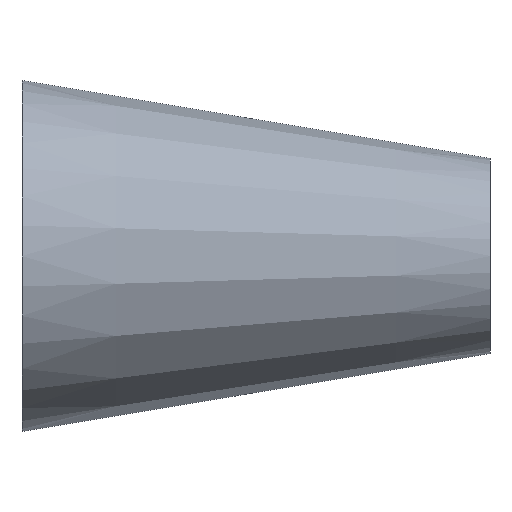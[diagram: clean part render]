
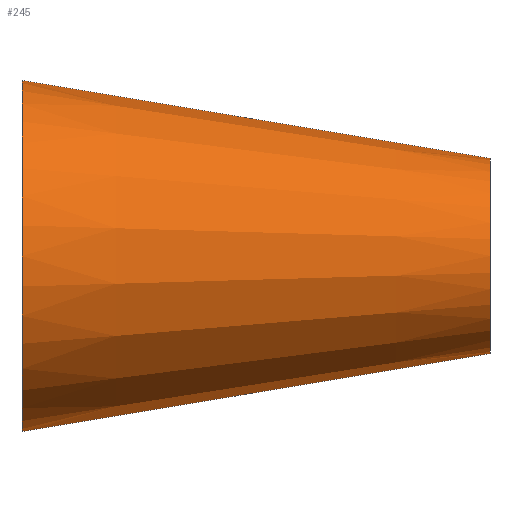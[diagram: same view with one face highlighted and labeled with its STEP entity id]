
A CAD part, front view. The second image highlights one B-rep face of the part: STEP entity #245.
In plain terms, the highlighted conical face has half-angle 9.462 degrees and reference radius 15 mm.
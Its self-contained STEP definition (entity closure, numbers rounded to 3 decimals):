
#10 = VECTOR ( 'NONE', #220, 1000. ) ;
#17 = CIRCLE ( 'NONE', #201, 27. ) ;
#18 = CARTESIAN_POINT ( 'NONE',  ( 72., 0., 0. ) ) ;
#21 = EDGE_LOOP ( 'NONE', ( #48, #194, #211, #108 ) ) ;
#24 = CARTESIAN_POINT ( 'NONE',  ( 0., 0., 27. ) ) ;
#41 = LINE ( 'NONE', #141, #10 ) ;
#48 = ORIENTED_EDGE ( 'NONE', *, *, #125, .F. ) ;
#49 = VERTEX_POINT ( 'NONE', #249 ) ;
#59 = LINE ( 'NONE', #114, #82 ) ;
#62 = DIRECTION ( 'NONE',  ( 0., 0., -1. ) ) ;
#63 = CARTESIAN_POINT ( 'NONE',  ( 72., 0., -15. ) ) ;
#81 = DIRECTION ( 'NONE',  ( 1., 0., 0. ) ) ;
#82 = VECTOR ( 'NONE', #239, 1000. ) ;
#92 = VERTEX_POINT ( 'NONE', #63 ) ;
#93 = CONICAL_SURFACE ( 'NONE', #126, 15., 0.165 ) ;
#99 = EDGE_CURVE ( 'NONE', #49, #130, #41, .T. ) ;
#108 = ORIENTED_EDGE ( 'NONE', *, *, #195, .T. ) ;
#112 = FACE_OUTER_BOUND ( 'NONE', #21, .T. ) ;
#114 = CARTESIAN_POINT ( 'NONE',  ( 72., 0., -15. ) ) ;
#115 = CARTESIAN_POINT ( 'NONE',  ( 0., 0., -27. ) ) ;
#125 = EDGE_CURVE ( 'NONE', #92, #147, #59, .T. ) ;
#126 = AXIS2_PLACEMENT_3D ( 'NONE', #18, #144, #184 ) ;
#130 = VERTEX_POINT ( 'NONE', #24 ) ;
#140 = EDGE_CURVE ( 'NONE', #49, #92, #158, .T. ) ;
#141 = CARTESIAN_POINT ( 'NONE',  ( 72., 0., 15. ) ) ;
#144 = DIRECTION ( 'NONE',  ( -1., 0., 0. ) ) ;
#147 = VERTEX_POINT ( 'NONE', #115 ) ;
#158 = CIRCLE ( 'NONE', #223, 15. ) ;
#160 = DIRECTION ( 'NONE',  ( 0., 0., -1. ) ) ;
#184 = DIRECTION ( 'NONE',  ( 0., 0., 1. ) ) ;
#194 = ORIENTED_EDGE ( 'NONE', *, *, #140, .F. ) ;
#195 = EDGE_CURVE ( 'NONE', #130, #147, #17, .T. ) ;
#197 = CARTESIAN_POINT ( 'NONE',  ( 72., 0., 0. ) ) ;
#201 = AXIS2_PLACEMENT_3D ( 'NONE', #219, #240, #62 ) ;
#211 = ORIENTED_EDGE ( 'NONE', *, *, #99, .T. ) ;
#219 = CARTESIAN_POINT ( 'NONE',  ( 0., 0., 0. ) ) ;
#220 = DIRECTION ( 'NONE',  ( -0.986, 0., 0.164 ) ) ;
#223 = AXIS2_PLACEMENT_3D ( 'NONE', #197, #81, #160 ) ;
#239 = DIRECTION ( 'NONE',  ( -0.986, 0., -0.164 ) ) ;
#240 = DIRECTION ( 'NONE',  ( 1., 0., 0. ) ) ;
#245 = ADVANCED_FACE ( 'NONE', ( #112 ), #93, .T. ) ;
#249 = CARTESIAN_POINT ( 'NONE',  ( 72., 0., 15. ) ) ;
